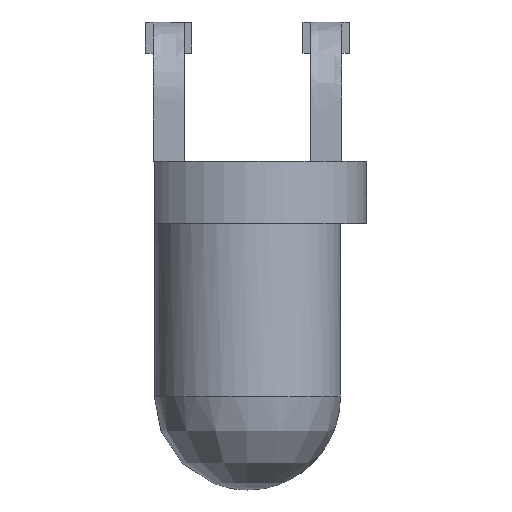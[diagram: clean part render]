
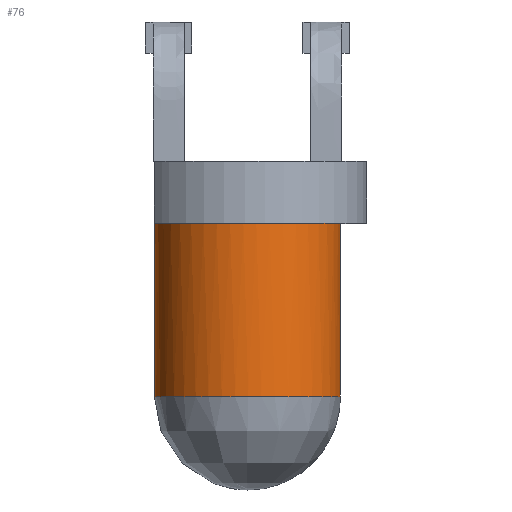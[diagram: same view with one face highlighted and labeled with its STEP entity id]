
A CAD part, top view. The second image highlights one B-rep face of the part: STEP entity #76.
In plain terms, the highlighted free-form (B-spline) face has degree [1, 2] with [2, 9] control points.
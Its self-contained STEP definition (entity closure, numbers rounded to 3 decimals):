
#76=ADVANCED_FACE('',(#109),#611,.T.);
#109=FACE_OUTER_BOUND('',#143,.T.);
#143=EDGE_LOOP('',(#200,#201,#202,#203,#204));
#200=ORIENTED_EDGE('',*,*,#364,.F.);
#201=ORIENTED_EDGE('',*,*,#365,.F.);
#202=ORIENTED_EDGE('',*,*,#363,.F.);
#203=ORIENTED_EDGE('',*,*,#364,.T.);
#204=ORIENTED_EDGE('',*,*,#345,.T.);
#345=EDGE_CURVE('',#538,#538,#531,.T.);
#363=EDGE_CURVE('',#552,#550,#535,.T.);
#364=EDGE_CURVE('',#552,#538,#455,.T.);
#365=EDGE_CURVE('',#550,#552,#536,.T.);
#455=B_SPLINE_CURVE_WITH_KNOTS('',1,(#816,#817),.UNSPECIFIED.,.F.,.F.,(2,
2),(0.292,3.092),.UNSPECIFIED.);
#531=(
BOUNDED_CURVE()
B_SPLINE_CURVE(2,(#753,#754,#755,#756,#757,#758,#759,#760,#761),
 .UNSPECIFIED.,.T.,.F.)
B_SPLINE_CURVE_WITH_KNOTS((3,2,2,2,3),(0.,2.356,4.712,
7.069,9.425),.UNSPECIFIED.)
CURVE()
GEOMETRIC_REPRESENTATION_ITEM()
RATIONAL_B_SPLINE_CURVE((1.,0.707,1.,0.707,1.,0.707,
1.,0.707,1.))
REPRESENTATION_ITEM('')
);
#535=(
BOUNDED_CURVE()
B_SPLINE_CURVE(2,(#811,#812,#813,#814,#815),.UNSPECIFIED.,.F.,.F.)
B_SPLINE_CURVE_WITH_KNOTS((3,2,3),(0.,2.356,4.712),
 .UNSPECIFIED.)
CURVE()
GEOMETRIC_REPRESENTATION_ITEM()
RATIONAL_B_SPLINE_CURVE((1.,0.707,1.,0.707,1.))
REPRESENTATION_ITEM('')
);
#536=(
BOUNDED_CURVE()
B_SPLINE_CURVE(2,(#818,#819,#820,#821,#822),.UNSPECIFIED.,.F.,.F.)
B_SPLINE_CURVE_WITH_KNOTS((3,2,3),(4.712,7.069,9.425),
 .UNSPECIFIED.)
CURVE()
GEOMETRIC_REPRESENTATION_ITEM()
RATIONAL_B_SPLINE_CURVE((1.,0.707,1.,0.707,1.))
REPRESENTATION_ITEM('')
);
#538=VERTEX_POINT('',#736);
#550=VERTEX_POINT('',#748);
#552=VERTEX_POINT('',#750);
#611=(
BOUNDED_SURFACE()
B_SPLINE_SURFACE(1,2,((#716,#717,#718,#719,#720,#721,#722,#723,#724),(#725,
#726,#727,#728,#729,#730,#731,#732,#733)),.UNSPECIFIED.,.F.,.F.,.F.)
B_SPLINE_SURFACE_WITH_KNOTS((2,2),(3,2,2,2,3),(0.,3.384),(0.,1.571,
3.142,4.712,6.283),.UNSPECIFIED.)
GEOMETRIC_REPRESENTATION_ITEM()
RATIONAL_B_SPLINE_SURFACE(((1.,0.707,1.,0.707,1.,
0.707,1.,0.707,1.),(1.,0.707,1.,0.707,
1.,0.707,1.,0.707,1.)))
REPRESENTATION_ITEM('')
SURFACE()
);
#716=CARTESIAN_POINT('',(1.5,-0.708,2.));
#717=CARTESIAN_POINT('',(1.5,-0.708,0.5));
#718=CARTESIAN_POINT('',(0.,-0.708,0.5));
#719=CARTESIAN_POINT('',(-1.5,-0.708,0.5));
#720=CARTESIAN_POINT('',(-1.5,-0.708,2.));
#721=CARTESIAN_POINT('',(-1.5,-0.708,3.5));
#722=CARTESIAN_POINT('',(0.,-0.708,3.5));
#723=CARTESIAN_POINT('',(1.5,-0.708,3.5));
#724=CARTESIAN_POINT('',(1.5,-0.708,2.));
#725=CARTESIAN_POINT('',(1.5,-4.092,2.));
#726=CARTESIAN_POINT('',(1.5,-4.092,0.5));
#727=CARTESIAN_POINT('',(0.,-4.092,0.5));
#728=CARTESIAN_POINT('',(-1.5,-4.092,0.5));
#729=CARTESIAN_POINT('',(-1.5,-4.092,2.));
#730=CARTESIAN_POINT('',(-1.5,-4.092,3.5));
#731=CARTESIAN_POINT('',(0.,-4.092,3.5));
#732=CARTESIAN_POINT('',(1.5,-4.092,3.5));
#733=CARTESIAN_POINT('',(1.5,-4.092,2.));
#736=CARTESIAN_POINT('',(1.5,-3.8,2.));
#748=CARTESIAN_POINT('',(-1.5,-1.,2.));
#750=CARTESIAN_POINT('',(1.5,-1.,2.));
#753=CARTESIAN_POINT('',(1.5,-3.8,2.));
#754=CARTESIAN_POINT('',(1.5,-3.8,0.5));
#755=CARTESIAN_POINT('',(0.,-3.8,0.5));
#756=CARTESIAN_POINT('',(-1.5,-3.8,0.5));
#757=CARTESIAN_POINT('',(-1.5,-3.8,2.));
#758=CARTESIAN_POINT('',(-1.5,-3.8,3.5));
#759=CARTESIAN_POINT('',(0.,-3.8,3.5));
#760=CARTESIAN_POINT('',(1.5,-3.8,3.5));
#761=CARTESIAN_POINT('',(1.5,-3.8,2.));
#811=CARTESIAN_POINT('',(1.5,-1.,2.));
#812=CARTESIAN_POINT('',(1.5,-1.,0.5));
#813=CARTESIAN_POINT('',(0.,-1.,0.5));
#814=CARTESIAN_POINT('',(-1.5,-1.,0.5));
#815=CARTESIAN_POINT('',(-1.5,-1.,2.));
#816=CARTESIAN_POINT('',(1.5,-1.,2.));
#817=CARTESIAN_POINT('',(1.5,-3.8,2.));
#818=CARTESIAN_POINT('',(-1.5,-1.,2.));
#819=CARTESIAN_POINT('',(-1.5,-1.,3.5));
#820=CARTESIAN_POINT('',(0.,-1.,3.5));
#821=CARTESIAN_POINT('',(1.5,-1.,3.5));
#822=CARTESIAN_POINT('',(1.5,-1.,2.));
